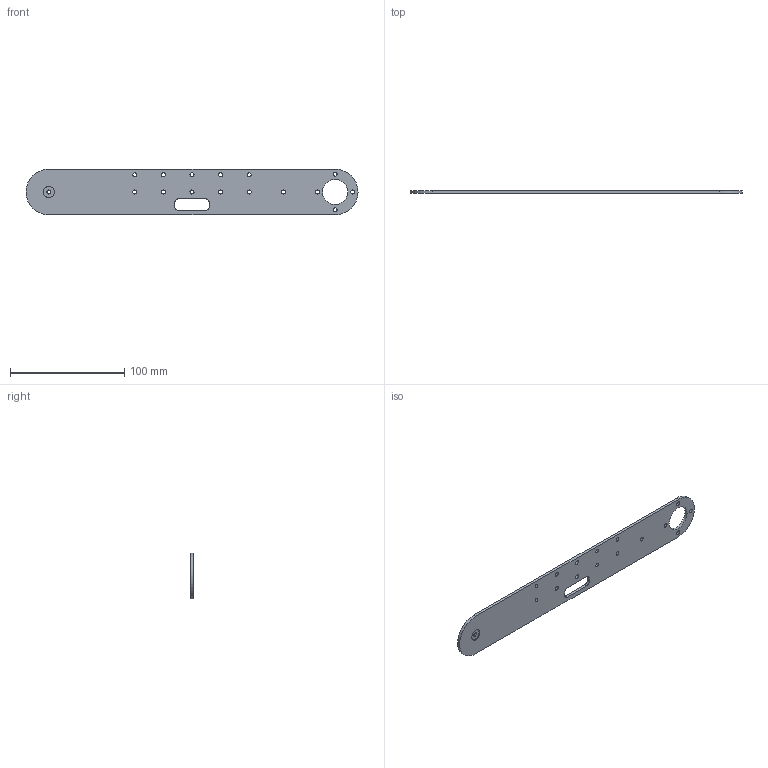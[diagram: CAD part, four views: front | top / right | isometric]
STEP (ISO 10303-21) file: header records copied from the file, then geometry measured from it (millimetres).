
FILE_DESCRIPTION(/* description */ (''),/* implementation_level */ '2;1');
FILE_NAME(/* name */ '动力内侧板txw*2.step',/* time_stamp */ '2021-09-06T16:07:47+08:00',/* author */ (''),/* organization */ (''),/* preprocessor_version */ 'ST-DEVELOPER v18.1',/* originating_system */ 'Autodesk Translation Framework v10.10.0.1391',/* authorisation */ '');
FILE_SCHEMA (('AUTOMOTIVE_DESIGN { 1 0 10303 214 3 1 1 }'));
Length unit declared in the file: millimetre
Products named in the file (1): 动力内侧板txw
Bounding box: 290 x 2.5 x 40 mm (x, y, z)
Volume: 26006.8 mm3; surface area: 23244.9 mm2
Topology: 1 solids, 1 shells, 33 faces, 90 edges, 60 vertices
Faces by surface type: cylinder 24, plane 9
Full cylindrical faces by diameter (mm): 3.5 x16, 10 x1, 22 x1
Entity records: 1184 total; most frequent: DIRECTION 206, CARTESIAN_POINT 184, ORIENTED_EDGE 180, EDGE_CURVE 90, AXIS2_PLACEMENT_3D 82, EDGE_LOOP 70, VERTEX_POINT 60, CIRCLE 48
